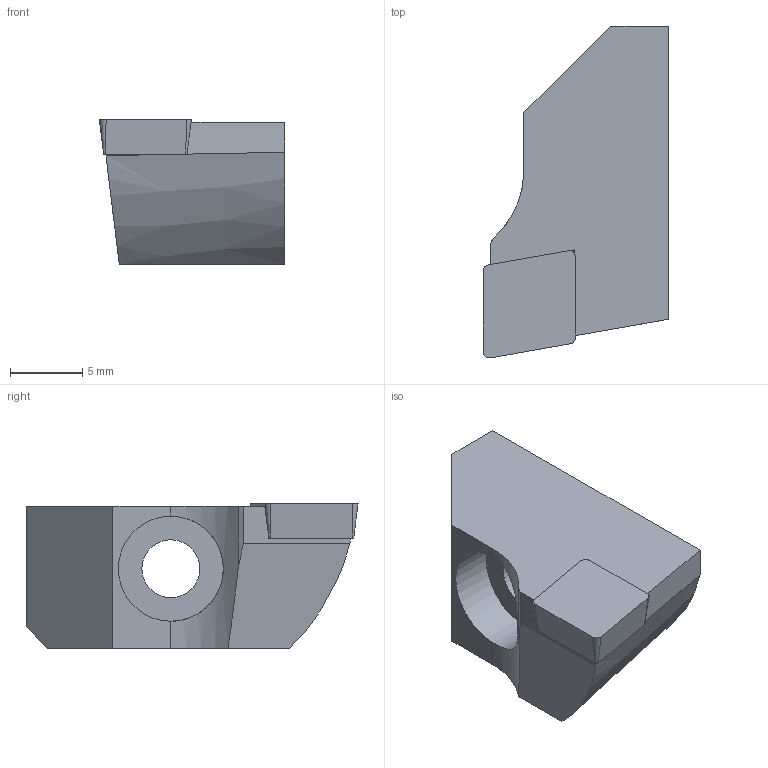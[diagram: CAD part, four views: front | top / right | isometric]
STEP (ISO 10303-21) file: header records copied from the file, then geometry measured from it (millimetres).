
FILE_DESCRIPTION(/* description */ (''),/* implementation_level */ '2;1');
FILE_NAME(/* name */ 'AKCR-28-38.stp',/* time_stamp */ '2023-10-10T14:07:14+03:00',/* author */ (''),/* organization */ (''),/* preprocessor_version */ 'ST-DEVELOPER v19.4',/* originating_system */ 'SIEMENS PLM Software NX2306.3001',/* authorisation */ '');
FILE_SCHEMA (('AP203_CONFIGURATION_CONTROLLED_3D_DESIGN_OF_MECHANICAL_PARTS_AND_ASSEMBLIES_MIM_LF { 1 0 10303 403 2 1 2}'));
Length unit declared in the file: millimetre
Products named in the file (1): AKCR-AKSR-dxf-jpg
Bounding box: 12.8 x 22.92 x 10 mm (x, y, z)
Volume: 1710.9 mm3; surface area: 1225.1 mm2
Topology: 2 solids, 2 shells, 29 faces, 76 edges, 51 vertices
Faces by surface type: plane 21, cone 5, cylinder 3
Full cylindrical faces by diameter (mm): 4 x1, 7.25 x1
Entity records: 1192 total; most frequent: CARTESIAN_POINT 190, DIRECTION 147, ORIENTED_EDGE 144, EDGE_CURVE 72, LINE 51, VECTOR 51, VERTEX_POINT 49, AXIS2_PLACEMENT_3D 48
